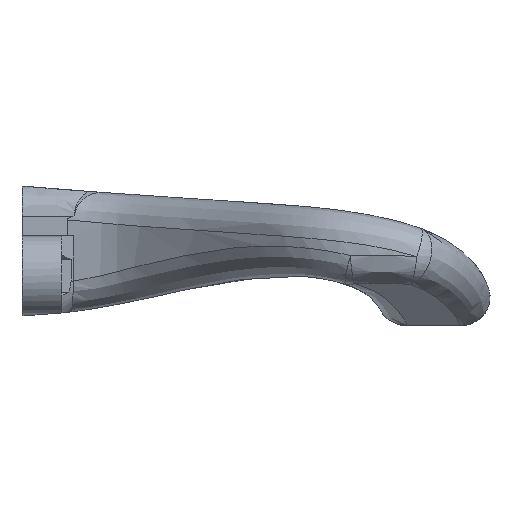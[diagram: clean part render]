
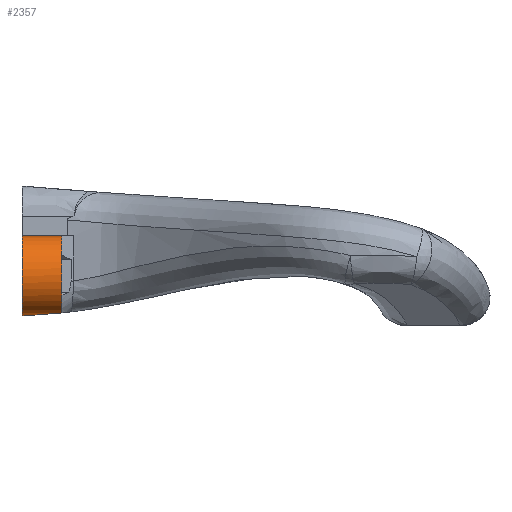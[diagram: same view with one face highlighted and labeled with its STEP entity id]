
A CAD part, left-side view. The second image highlights one B-rep face of the part: STEP entity #2357.
In plain terms, the highlighted cylindrical face has radius 4 mm (diameter 8 mm), a partial arc.
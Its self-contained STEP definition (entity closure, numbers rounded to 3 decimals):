
#126=B_SPLINE_CURVE_WITH_KNOTS('',3,(#3423,#3424,#3425,#3426,#3427,#3428,
#3429,#3430,#3431,#3432,#3433,#3434),.UNSPECIFIED.,.F.,.F.,(4,2,2,2,2,4),
(-0.161,-0.092,-0.018,-0.007,
-0.003,0.),.UNSPECIFIED.);
#494=FACE_OUTER_BOUND('',#644,.T.);
#644=EDGE_LOOP('',(#2120,#2121,#2122,#2123));
#726=LINE('',#20051,#810);
#810=VECTOR('',#2808,4.);
#840=CIRCLE('',#2402,4.);
#849=CIRCLE('',#2416,4.);
#934=VERTEX_POINT('',#3140);
#935=VERTEX_POINT('',#3142);
#950=VERTEX_POINT('',#3422);
#998=VERTEX_POINT('',#6772);
#1159=EDGE_CURVE('',#935,#934,#840,.T.);
#1176=EDGE_CURVE('',#935,#950,#126,.T.);
#1241=EDGE_CURVE('',#950,#998,#849,.T.);
#1464=EDGE_CURVE('',#934,#998,#726,.T.);
#2120=ORIENTED_EDGE('',*,*,#1176,.F.);
#2121=ORIENTED_EDGE('',*,*,#1159,.T.);
#2122=ORIENTED_EDGE('',*,*,#1464,.T.);
#2123=ORIENTED_EDGE('',*,*,#1241,.F.);
#2232=CYLINDRICAL_SURFACE('',#2504,4.);
#2357=ADVANCED_FACE('',(#494),#2232,.T.);
#2402=AXIS2_PLACEMENT_3D('',#3143,#2563,#2564);
#2416=AXIS2_PLACEMENT_3D('',#6773,#2612,#2613);
#2504=AXIS2_PLACEMENT_3D('',#20050,#2806,#2807);
#2563=DIRECTION('center_axis',(0.,1.,0.));
#2564=DIRECTION('ref_axis',(0.,0.,1.));
#2612=DIRECTION('center_axis',(0.,1.,0.));
#2613=DIRECTION('ref_axis',(0.,0.,1.));
#2806=DIRECTION('center_axis',(0.,1.,0.));
#2807=DIRECTION('ref_axis',(0.,0.,1.));
#2808=DIRECTION('',(0.,1.,0.));
#3140=CARTESIAN_POINT('',(-29.903,-4.,4.));
#3142=CARTESIAN_POINT('',(-31.391,-4.,-3.713));
#3143=CARTESIAN_POINT('Origin',(-29.903,-4.,0.));
#3422=CARTESIAN_POINT('',(-29.905,0.,-4.));
#3423=CARTESIAN_POINT('Ctrl Pts',(-31.391,-4.,-3.713));
#3424=CARTESIAN_POINT('Ctrl Pts',(-31.208,-3.331,-3.786));
#3425=CARTESIAN_POINT('Ctrl Pts',(-31.012,-2.65,-3.849));
#3426=CARTESIAN_POINT('Ctrl Pts',(-30.59,-1.303,-3.947));
#3427=CARTESIAN_POINT('Ctrl Pts',(-30.301,-0.407,
-3.987));
#3428=CARTESIAN_POINT('Ctrl Pts',(-30.035,-0.067,
-3.998));
#3429=CARTESIAN_POINT('Ctrl Pts',(-30.002,-0.036,
-3.999));
#3430=CARTESIAN_POINT('Ctrl Pts',(-29.959,-0.012,
-4.));
#3431=CARTESIAN_POINT('Ctrl Pts',(-29.947,-0.007,
-4.));
#3432=CARTESIAN_POINT('Ctrl Pts',(-29.924,-0.002,
-4.));
#3433=CARTESIAN_POINT('Ctrl Pts',(-29.915,0.,
-4.));
#3434=CARTESIAN_POINT('Ctrl Pts',(-29.905,0.,
-4.));
#6772=CARTESIAN_POINT('',(-29.903,0.,4.));
#6773=CARTESIAN_POINT('Origin',(-29.903,0.,0.));
#20050=CARTESIAN_POINT('Origin',(-29.903,-4.,0.));
#20051=CARTESIAN_POINT('',(-29.903,-4.,4.));
